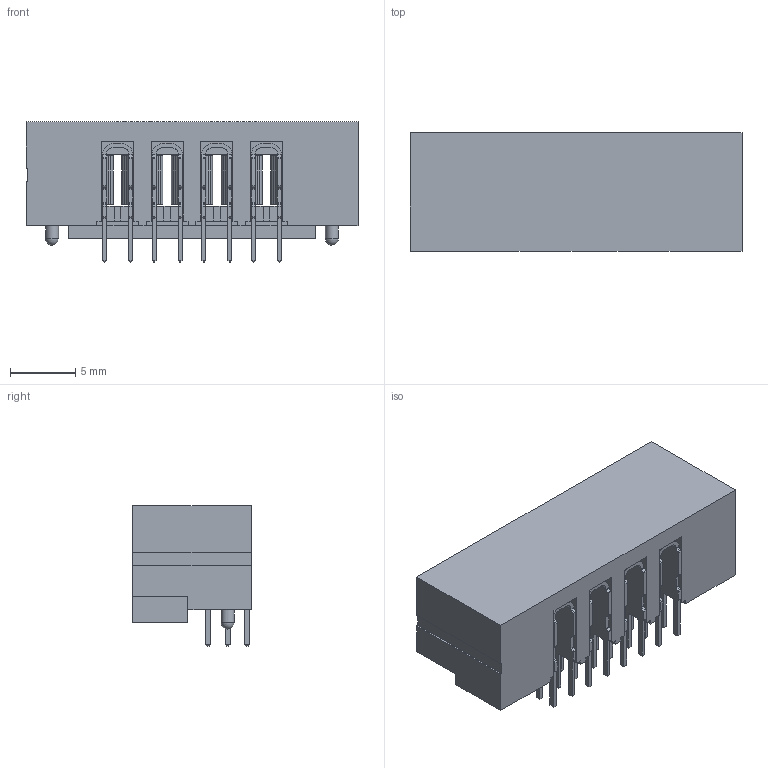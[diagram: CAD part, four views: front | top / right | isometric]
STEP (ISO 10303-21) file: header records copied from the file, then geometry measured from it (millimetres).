
FILE_DESCRIPTION(/* description */ ('STEP AP214'),/* implementation_level */ '2;1');
FILE_NAME(/* name */ 'UPT-04-01-01-L-RA',/* time_stamp */ '2024-03-14T17:42:28+01:00',/* author */ ('License CC BY-ND 4.0'),/* organization */ ('CADENAS'),/* preprocessor_version */ 'ST-DEVELOPER v19.3',/* originating_system */ 'PARTsolutions',/* authorisation */ ' ');
FILE_SCHEMA (('AUTOMOTIVE_DESIGN {1 0 10303 214 3 1 1}'));
Length unit declared in the file: millimetre
Products named in the file (3): UPT-04-01-01-L-RA; UPT-03.0-0401-L-RAterminal; UPT-03.0-0401-L-RApins
Assembly tree (2 placements, depth 2):
  UPT-04-01-01-L-RA
    UPT-03.0-0401-L-RAterminal
    UPT-03.0-0401-L-RApins
Bounding box: 25.5 x 9.12 x 10.82 mm (x, y, z)
Volume: 1051.3 mm3; surface area: 2481.9 mm2
Topology: 2 solids, 2 shells, 711 faces, 1981 edges, 1285 vertices
Faces by surface type: plane 539, cylinder 170, sphere 2
Full cylindrical faces by diameter (mm): 1 x2
Entity records: 22566 total; most frequent: CARTESIAN_POINT 3966, ORIENTED_EDGE 3944, DIRECTION 3780, EDGE_CURVE 1972, LINE 1592, VECTOR 1592, VERTEX_POINT 1280, AXIS2_PLACEMENT_3D 1094
